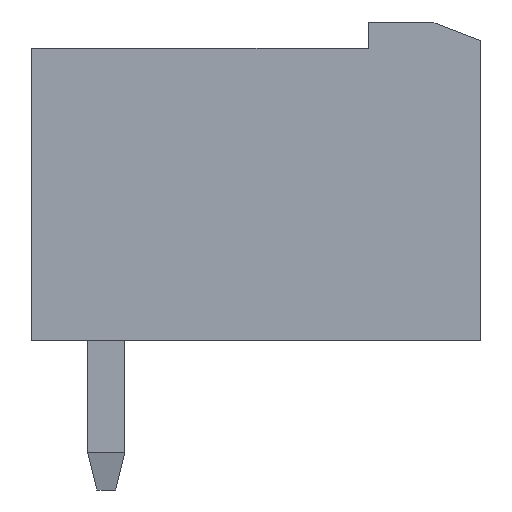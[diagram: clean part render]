
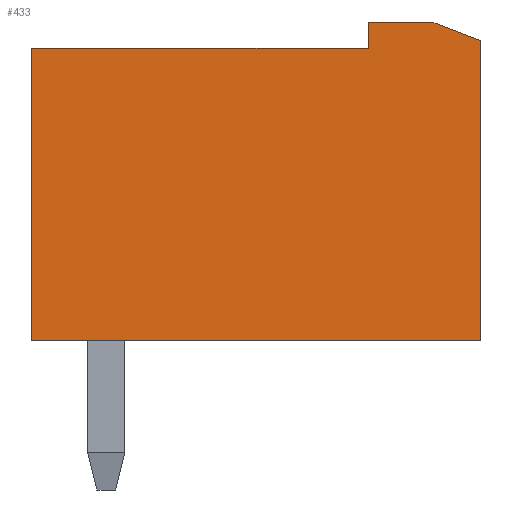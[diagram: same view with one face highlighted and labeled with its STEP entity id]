
A CAD part, left-side view. The second image highlights one B-rep face of the part: STEP entity #433.
In plain terms, the highlighted planar face has unit normal (-1, 0, 0).
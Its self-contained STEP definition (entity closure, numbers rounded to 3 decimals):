
#433 = ADVANCED_FACE('',(#434),#492,.T.);
#434 = FACE_BOUND('',#435,.T.);
#435 = EDGE_LOOP('',(#436,#446,#454,#462,#470,#478,#486));
#436 = ORIENTED_EDGE('',*,*,#437,.F.);
#437 = EDGE_CURVE('',#438,#440,#442,.T.);
#438 = VERTEX_POINT('',#439);
#439 = CARTESIAN_POINT('',(-5.7,-9.95,8.));
#440 = VERTEX_POINT('',#441);
#441 = CARTESIAN_POINT('',(-5.7,-9.95,0.));
#442 = LINE('',#443,#444);
#443 = CARTESIAN_POINT('',(-5.7,-9.95,8.));
#444 = VECTOR('',#445,1.);
#445 = DIRECTION('',(0.,0.,-1.));
#446 = ORIENTED_EDGE('',*,*,#447,.T.);
#447 = EDGE_CURVE('',#438,#448,#450,.T.);
#448 = VERTEX_POINT('',#449);
#449 = CARTESIAN_POINT('',(-5.7,-8.65,8.5));
#450 = LINE('',#451,#452);
#451 = CARTESIAN_POINT('',(-5.7,-9.95,8.));
#452 = VECTOR('',#453,1.);
#453 = DIRECTION('',(0.,0.933,0.359));
#454 = ORIENTED_EDGE('',*,*,#455,.F.);
#455 = EDGE_CURVE('',#456,#448,#458,.T.);
#456 = VERTEX_POINT('',#457);
#457 = CARTESIAN_POINT('',(-5.7,-6.95,8.5));
#458 = LINE('',#459,#460);
#459 = CARTESIAN_POINT('',(-5.7,-6.95,8.5));
#460 = VECTOR('',#461,1.);
#461 = DIRECTION('',(0.,-1.,0.));
#462 = ORIENTED_EDGE('',*,*,#463,.T.);
#463 = EDGE_CURVE('',#456,#464,#466,.T.);
#464 = VERTEX_POINT('',#465);
#465 = CARTESIAN_POINT('',(-5.7,-6.95,7.8));
#466 = LINE('',#467,#468);
#467 = CARTESIAN_POINT('',(-5.7,-6.95,8.5));
#468 = VECTOR('',#469,1.);
#469 = DIRECTION('',(0.,0.,-1.));
#470 = ORIENTED_EDGE('',*,*,#471,.T.);
#471 = EDGE_CURVE('',#464,#472,#474,.T.);
#472 = VERTEX_POINT('',#473);
#473 = CARTESIAN_POINT('',(-5.7,2.05,7.8));
#474 = LINE('',#475,#476);
#475 = CARTESIAN_POINT('',(-5.7,-6.95,7.8));
#476 = VECTOR('',#477,1.);
#477 = DIRECTION('',(0.,1.,0.));
#478 = ORIENTED_EDGE('',*,*,#479,.F.);
#479 = EDGE_CURVE('',#480,#472,#482,.T.);
#480 = VERTEX_POINT('',#481);
#481 = CARTESIAN_POINT('',(-5.7,2.05,0.));
#482 = LINE('',#483,#484);
#483 = CARTESIAN_POINT('',(-5.7,2.05,0.));
#484 = VECTOR('',#485,1.);
#485 = DIRECTION('',(0.,0.,1.));
#486 = ORIENTED_EDGE('',*,*,#487,.F.);
#487 = EDGE_CURVE('',#440,#480,#488,.T.);
#488 = LINE('',#489,#490);
#489 = CARTESIAN_POINT('',(-5.7,-9.95,0.));
#490 = VECTOR('',#491,1.);
#491 = DIRECTION('',(0.,1.,0.));
#492 = PLANE('',#493);
#493 = AXIS2_PLACEMENT_3D('',#494,#495,#496);
#494 = CARTESIAN_POINT('',(-5.7,4.339,-6.15));
#495 = DIRECTION('',(-1.,0.,0.));
#496 = DIRECTION('',(0.,-1.,0.));
